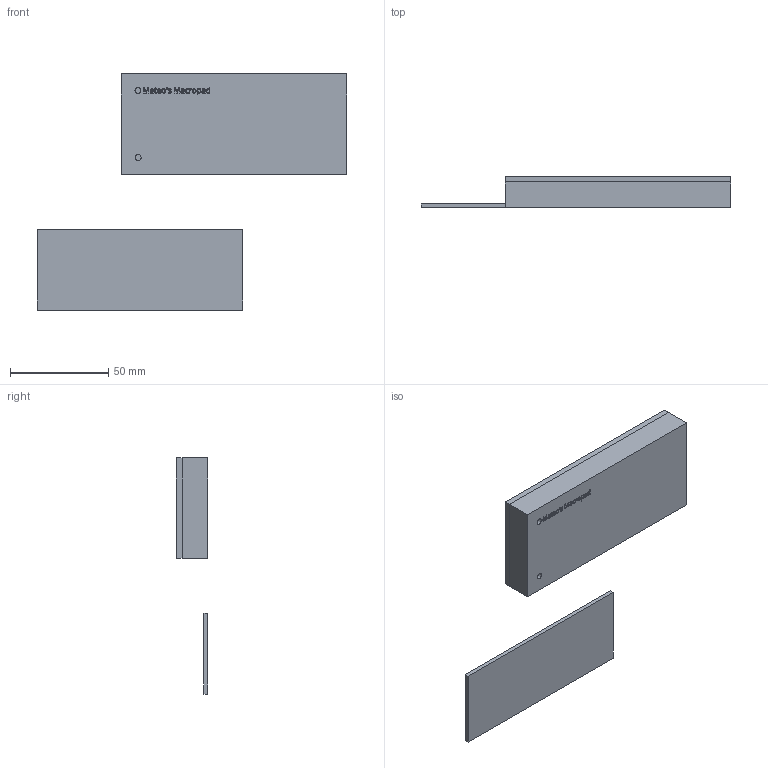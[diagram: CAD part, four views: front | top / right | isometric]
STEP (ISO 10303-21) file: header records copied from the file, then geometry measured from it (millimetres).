
FILE_DESCRIPTION(/* description */ ('STEP AP242 Edition 2','CAx-IF Rec.Pracs.---Representation and Presentation of Product Manufacturing Information (PMI)---4.0---2014-10-13','CAx-IF Rec.Pracs.---3D Tessellated Geometry---0.4---2014-09-14','2;1','CAx-IF Rec.Pracs.---User Defined Attributes---1.5---2016-08-15'),/* implementation_level */ '2;1');
FILE_NAME(/* name */ '6927dea6effffc3cf208ab96',/* time_stamp */ '2025-11-27T05:16:23Z',/* author */ (''),/* organization */ (''),/* preprocessor_version */ 'ST-DEVELOPER v20',/* originating_system */ 'ONSHAPE BY PTC INC, 1.207',/* authorisation */ ' ');
FILE_SCHEMA (('AP242_MANAGED_MODEL_BASED_3D_ENGINEERING_MIM_LF { 1 0 10303 442 3 1 4 }'));
Length unit declared in the file: metre
Products named in the file (3): PCB; Lid; Case
Bounding box: 157.26 x 16 x 120.05 mm (x, y, z)
Volume: 53555.8 mm3; surface area: 38790.4 mm2
Topology: 3 solids, 3 shells, 382 faces, 1059 edges, 706 vertices
Faces by surface type: plane 193, bspline 140, cylinder 49
Full cylindrical faces by diameter (mm): 3 x2
Entity records: 12709 total; most frequent: CARTESIAN_POINT 3688, ORIENTED_EDGE 2114, DIRECTION 1365, EDGE_CURVE 1057, VERTEX_POINT 706, LINE 679, VECTOR 679, EDGE_LOOP 429
